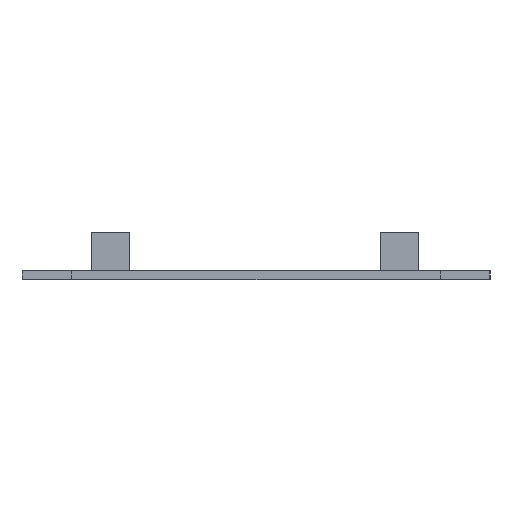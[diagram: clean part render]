
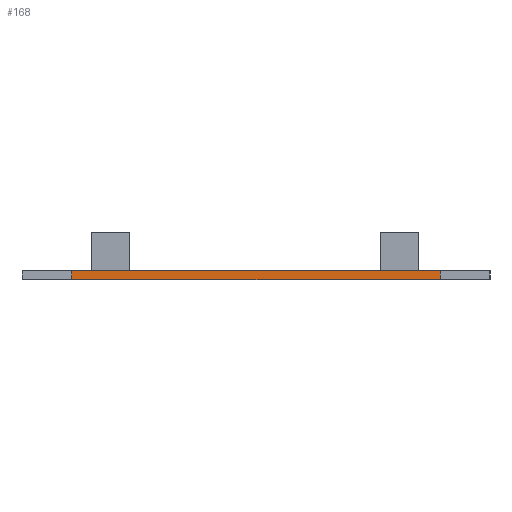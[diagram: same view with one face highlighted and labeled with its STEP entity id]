
A CAD part, left-side view. The second image highlights one B-rep face of the part: STEP entity #168.
In plain terms, the highlighted planar face has unit normal (-1, 0, 0).
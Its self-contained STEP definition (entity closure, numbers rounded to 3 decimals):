
#143 = VERTEX_POINT('',#144);
#144 = CARTESIAN_POINT('',(0.013,13.393,0.624));
#150 = EDGE_CURVE('',#151,#143,#153,.T.);
#151 = VERTEX_POINT('',#152);
#152 = CARTESIAN_POINT('',(0.013,13.393,0.));
#153 = LINE('',#154,#155);
#154 = CARTESIAN_POINT('',(0.013,13.393,0.));
#155 = VECTOR('',#156,1.);
#156 = DIRECTION('',(0.,0.,1.));
#168 = ADVANCED_FACE('',(#169),#194,.T.);
#169 = FACE_BOUND('',#170,.T.);
#170 = EDGE_LOOP('',(#171,#172,#180,#188));
#171 = ORIENTED_EDGE('',*,*,#150,.T.);
#172 = ORIENTED_EDGE('',*,*,#173,.T.);
#173 = EDGE_CURVE('',#143,#174,#176,.T.);
#174 = VERTEX_POINT('',#175);
#175 = CARTESIAN_POINT('',(0.013,39.393,0.624));
#176 = LINE('',#177,#178);
#177 = CARTESIAN_POINT('',(0.013,13.393,0.624));
#178 = VECTOR('',#179,1.);
#179 = DIRECTION('',(0.,1.,0.));
#180 = ORIENTED_EDGE('',*,*,#181,.F.);
#181 = EDGE_CURVE('',#182,#174,#184,.T.);
#182 = VERTEX_POINT('',#183);
#183 = CARTESIAN_POINT('',(0.013,39.393,0.));
#184 = LINE('',#185,#186);
#185 = CARTESIAN_POINT('',(0.013,39.393,0.));
#186 = VECTOR('',#187,1.);
#187 = DIRECTION('',(0.,0.,1.));
#188 = ORIENTED_EDGE('',*,*,#189,.F.);
#189 = EDGE_CURVE('',#151,#182,#190,.T.);
#190 = LINE('',#191,#192);
#191 = CARTESIAN_POINT('',(0.013,13.393,0.));
#192 = VECTOR('',#193,1.);
#193 = DIRECTION('',(0.,1.,0.));
#194 = PLANE('',#195);
#195 = AXIS2_PLACEMENT_3D('',#196,#197,#198);
#196 = CARTESIAN_POINT('',(0.013,13.393,0.));
#197 = DIRECTION('',(-1.,0.,0.));
#198 = DIRECTION('',(0.,1.,0.));
